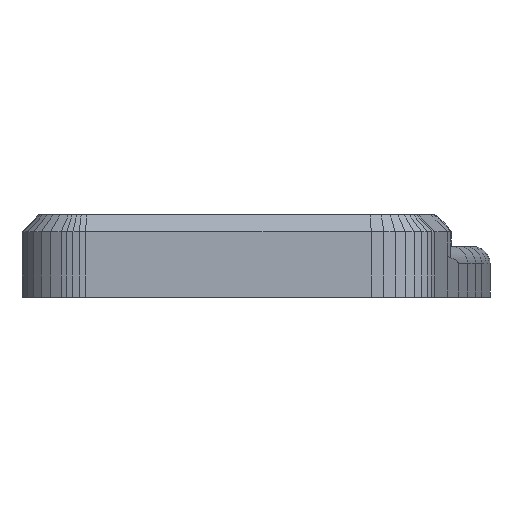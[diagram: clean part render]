
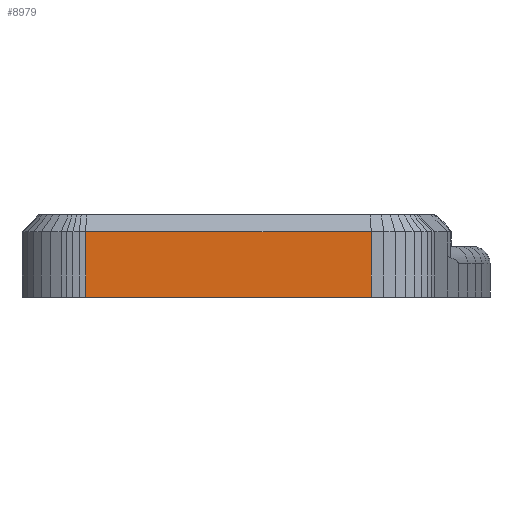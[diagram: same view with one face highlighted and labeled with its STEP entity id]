
A CAD part, left-side view. The second image highlights one B-rep face of the part: STEP entity #8979.
In plain terms, the highlighted planar face has unit normal (-1, 0, 0).
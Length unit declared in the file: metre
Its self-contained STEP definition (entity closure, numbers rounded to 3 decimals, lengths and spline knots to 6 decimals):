
#449=ORIENTED_EDGE('',*,*,#3036,.F.);
#450=ORIENTED_EDGE('',*,*,#3038,.T.);
#451=ORIENTED_EDGE('',*,*,#3039,.T.);
#452=ORIENTED_EDGE('',*,*,#3040,.T.);
#3036=EDGE_CURVE('',#4300,#4301,#5224,.T.);
#3038=EDGE_CURVE('',#4300,#4302,#5226,.T.);
#3039=EDGE_CURVE('',#4302,#4303,#5227,.T.);
#3040=EDGE_CURVE('',#4303,#4301,#5228,.F.);
#4300=VERTEX_POINT('',#12710);
#4301=VERTEX_POINT('',#12712);
#4302=VERTEX_POINT('',#12716);
#4303=VERTEX_POINT('',#12718);
#5224=LINE('',#12711,#6429);
#5226=LINE('',#12715,#6431);
#5227=LINE('',#12717,#6432);
#5228=LINE('',#12719,#6433);
#6429=VECTOR('',#10287,1.);
#6431=VECTOR('',#10291,1.);
#6432=VECTOR('',#10292,1.);
#6433=VECTOR('',#10293,1.);
#7506=EDGE_LOOP('',(#449,#450,#451,#452));
#8042=FACE_BOUND('',#7506,.T.);
#8578=PLANE('',#9456);
#8979=ADVANCED_FACE('',(#8042),#8578,.F.);
#9456=AXIS2_PLACEMENT_3D('',#12714,#10289,#10290);
#10287=DIRECTION('',(0.,0.,1.));
#10289=DIRECTION('',(1.,0.,0.));
#10290=DIRECTION('',(0.,1.,0.));
#10291=DIRECTION('',(0.,-1.,0.));
#10292=DIRECTION('',(0.,0.,1.));
#10293=DIRECTION('',(0.,-1.,0.));
#12710=CARTESIAN_POINT('',(-0.113549,0.040355,0.));
#12711=CARTESIAN_POINT('',(-0.113549,0.040355,0.005));
#12712=CARTESIAN_POINT('',(-0.113549,0.040355,0.0155));
#12714=CARTESIAN_POINT('',(-0.113549,0.,0.005));
#12715=CARTESIAN_POINT('',(-0.113549,0.006529,0.));
#12716=CARTESIAN_POINT('',(-0.113549,-0.027296,0.));
#12717=CARTESIAN_POINT('',(-0.113549,-0.027296,0.005));
#12718=CARTESIAN_POINT('',(-0.113549,-0.027296,0.0155));
#12719=CARTESIAN_POINT('',(-0.113549,0.,0.0155));
